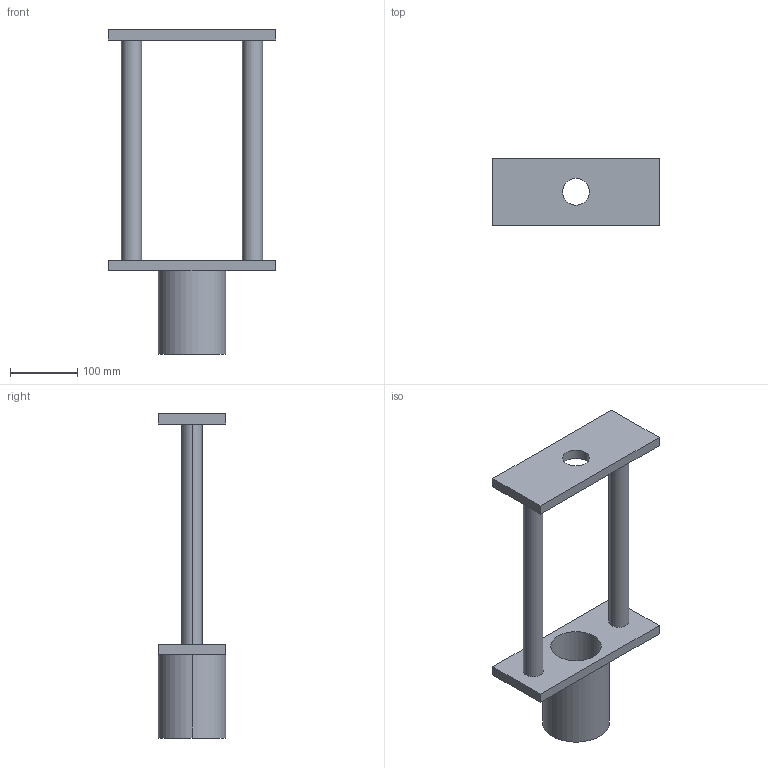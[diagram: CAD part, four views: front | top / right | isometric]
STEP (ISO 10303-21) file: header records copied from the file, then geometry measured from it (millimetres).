
FILE_DESCRIPTION (( 'STEP AP203' ), '1' );
FILE_NAME ('structura cupla_Default_sldprt.STEP', '2023-12-09T22:25:18', ( '' ), ( '' ), 'SwSTEP 2.0', 'SolidWorks 2023', '' );
FILE_SCHEMA (( 'CONFIG_CONTROL_DESIGN' ));
Length unit declared in the file: millimetre
Products named in the file (1): structura cupla_Default_sldprt
Bounding box: 250 x 100 x 482.4 mm (x, y, z)
Volume: 1631244.2 mm3; surface area: 242512.1 mm2
Topology: 1 solids, 1 shells, 27 faces, 64 edges, 42 vertices
Faces by surface type: plane 15, cylinder 12
Entity records: 877 total; most frequent: DIRECTION 146, CARTESIAN_POINT 134, ORIENTED_EDGE 128, EDGE_CURVE 64, AXIS2_PLACEMENT_3D 54, VERTEX_POINT 42, VECTOR 38, LINE 38
